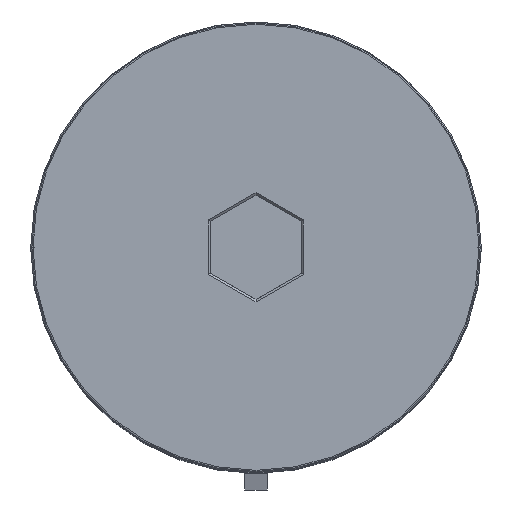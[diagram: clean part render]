
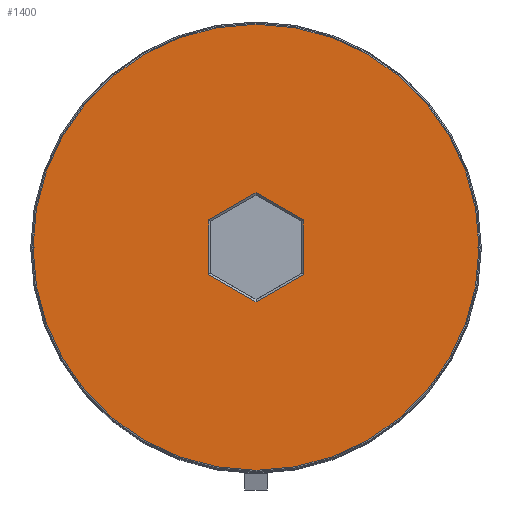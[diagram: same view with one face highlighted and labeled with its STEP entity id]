
A CAD part, top view. The second image highlights one B-rep face of the part: STEP entity #1400.
In plain terms, the highlighted planar face has unit normal (0, 0, 1).
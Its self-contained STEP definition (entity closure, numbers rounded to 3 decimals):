
#21 = FACE_BOUND ( 'NONE', #1383, .T. ) ;
#45 = LINE ( 'NONE', #817, #710 ) ;
#53 = ORIENTED_EDGE ( 'NONE', *, *, #188, .T. ) ;
#77 = EDGE_CURVE ( 'NONE', #1727, #880, #45, .T. ) ;
#136 = DIRECTION ( 'NONE',  ( 0.866, 0.5, 0. ) ) ;
#158 = DIRECTION ( 'NONE',  ( 0., 0., 1. ) ) ;
#162 = CARTESIAN_POINT ( 'NONE',  ( 2.1, -1.155, 0. ) ) ;
#180 = EDGE_CURVE ( 'NONE', #1395, #999, #1582, .T. ) ;
#182 = FACE_OUTER_BOUND ( 'NONE', #1215, .T. ) ;
#188 = EDGE_CURVE ( 'NONE', #1870, #1349, #977, .T. ) ;
#198 = CARTESIAN_POINT ( 'NONE',  ( 0., 0., 0. ) ) ;
#202 = AXIS2_PLACEMENT_3D ( 'NONE', #1941, #1131, #1962 ) ;
#226 = EDGE_CURVE ( 'NONE', #880, #1870, #1294, .T. ) ;
#231 = ORIENTED_EDGE ( 'NONE', *, *, #77, .T. ) ;
#234 = CARTESIAN_POINT ( 'NONE',  ( -2.1, 1.155, 0. ) ) ;
#239 = EDGE_CURVE ( 'NONE', #1349, #1078, #787, .T. ) ;
#295 = VECTOR ( 'NONE', #1356, 1000. ) ;
#346 = CARTESIAN_POINT ( 'NONE',  ( 0., 0., 0. ) ) ;
#402 = CARTESIAN_POINT ( 'NONE',  ( -2.1, -1.212, 0. ) ) ;
#485 = DIRECTION ( 'NONE',  ( -0.866, -0.5, 0. ) ) ;
#505 = AXIS2_PLACEMENT_3D ( 'NONE', #198, #652, #1296 ) ;
#507 = ORIENTED_EDGE ( 'NONE', *, *, #180, .T. ) ;
#561 = CARTESIAN_POINT ( 'NONE',  ( 0., 2.425, 0. ) ) ;
#652 = DIRECTION ( 'NONE',  ( 0., 0., 1. ) ) ;
#694 = LINE ( 'NONE', #234, #1376 ) ;
#710 = VECTOR ( 'NONE', #827, 1000. ) ;
#771 = EDGE_CURVE ( 'NONE', #1078, #1935, #694, .T. ) ;
#787 = LINE ( 'NONE', #1447, #295 ) ;
#817 = CARTESIAN_POINT ( 'NONE',  ( 2.05, 1.241, 0. ) ) ;
#827 = DIRECTION ( 'NONE',  ( 0.866, -0.5, 0. ) ) ;
#874 = ORIENTED_EDGE ( 'NONE', *, *, #226, .T. ) ;
#880 = VERTEX_POINT ( 'NONE', #1562 ) ;
#898 = EDGE_CURVE ( 'NONE', #1935, #1727, #1077, .T. ) ;
#917 = CARTESIAN_POINT ( 'NONE',  ( 2.1, -1.212, 0. ) ) ;
#922 = AXIS2_PLACEMENT_3D ( 'NONE', #346, #158, #1923 ) ;
#967 = VECTOR ( 'NONE', #136, 1000. ) ;
#977 = LINE ( 'NONE', #2081, #1189 ) ;
#999 = VERTEX_POINT ( 'NONE', #2048 ) ;
#1077 = LINE ( 'NONE', #1557, #967 ) ;
#1078 = VERTEX_POINT ( 'NONE', #402 ) ;
#1131 = DIRECTION ( 'NONE',  ( 0., 0., 1. ) ) ;
#1189 = VECTOR ( 'NONE', #485, 1000. ) ;
#1215 = EDGE_LOOP ( 'NONE', ( #1403, #507 ) ) ;
#1283 = ORIENTED_EDGE ( 'NONE', *, *, #239, .T. ) ;
#1294 = LINE ( 'NONE', #162, #1908 ) ;
#1296 = DIRECTION ( 'NONE',  ( 1., 0., 0. ) ) ;
#1349 = VERTEX_POINT ( 'NONE', #1392 ) ;
#1356 = DIRECTION ( 'NONE',  ( -0.866, 0.5, 0. ) ) ;
#1376 = VECTOR ( 'NONE', #2007, 1000. ) ;
#1383 = EDGE_LOOP ( 'NONE', ( #53, #1283, #1587, #1554, #231, #874 ) ) ;
#1392 = CARTESIAN_POINT ( 'NONE',  ( 0., -2.425, 0. ) ) ;
#1395 = VERTEX_POINT ( 'NONE', #1615 ) ;
#1400 = ADVANCED_FACE ( 'NONE', ( #182, #21 ), #1796, .T. ) ;
#1403 = ORIENTED_EDGE ( 'NONE', *, *, #1405, .T. ) ;
#1405 = EDGE_CURVE ( 'NONE', #999, #1395, #1946, .T. ) ;
#1436 = DIRECTION ( 'NONE',  ( 0., -1., 0. ) ) ;
#1447 = CARTESIAN_POINT ( 'NONE',  ( -2.05, -1.241, 0. ) ) ;
#1551 = CARTESIAN_POINT ( 'NONE',  ( -2.1, 1.212, 0. ) ) ;
#1554 = ORIENTED_EDGE ( 'NONE', *, *, #898, .T. ) ;
#1557 = CARTESIAN_POINT ( 'NONE',  ( -0.05, 2.396, 0. ) ) ;
#1562 = CARTESIAN_POINT ( 'NONE',  ( 2.1, 1.212, 0. ) ) ;
#1582 = CIRCLE ( 'NONE', #922, 9.9 ) ;
#1587 = ORIENTED_EDGE ( 'NONE', *, *, #771, .T. ) ;
#1615 = CARTESIAN_POINT ( 'NONE',  ( -9.9, 0., 0. ) ) ;
#1727 = VERTEX_POINT ( 'NONE', #561 ) ;
#1796 = PLANE ( 'NONE',  #505 ) ;
#1870 = VERTEX_POINT ( 'NONE', #917 ) ;
#1908 = VECTOR ( 'NONE', #1436, 1000. ) ;
#1923 = DIRECTION ( 'NONE',  ( 1., 0., 0. ) ) ;
#1935 = VERTEX_POINT ( 'NONE', #1551 ) ;
#1941 = CARTESIAN_POINT ( 'NONE',  ( 0., 0., 0. ) ) ;
#1946 = CIRCLE ( 'NONE', #202, 9.9 ) ;
#1962 = DIRECTION ( 'NONE',  ( 1., 0., 0. ) ) ;
#2007 = DIRECTION ( 'NONE',  ( 0., 1., 0. ) ) ;
#2048 = CARTESIAN_POINT ( 'NONE',  ( 9.9, 0., 0. ) ) ;
#2081 = CARTESIAN_POINT ( 'NONE',  ( 0.05, -2.396, 0. ) ) ;
